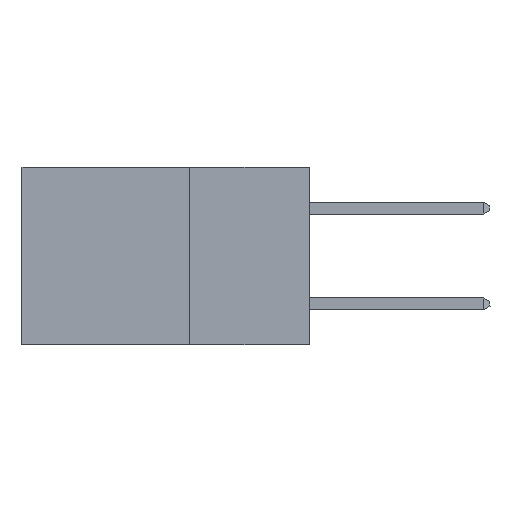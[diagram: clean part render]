
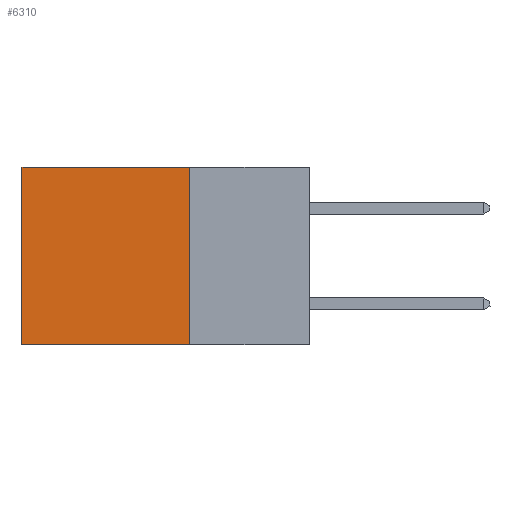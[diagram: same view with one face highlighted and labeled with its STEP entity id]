
A CAD part, left-side view. The second image highlights one B-rep face of the part: STEP entity #6310.
In plain terms, the highlighted planar face has unit normal (-1, 0, 0).
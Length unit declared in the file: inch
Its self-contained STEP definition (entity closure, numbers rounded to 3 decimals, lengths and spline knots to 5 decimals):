
#525 = CARTESIAN_POINT ( 'NONE',  ( 0.2875, 0.6, -0.37 ) ) ;
#730 = CARTESIAN_POINT ( 'NONE',  ( 0.2875, 0.25, -0.37 ) ) ;
#736 = EDGE_CURVE ( 'NONE', #9005, #10954, #14806, .T. ) ;
#1217 = EDGE_CURVE ( 'NONE', #10463, #9005, #14595, .T. ) ;
#1264 = CARTESIAN_POINT ( 'NONE',  ( 0.2875, 0.6, 0. ) ) ;
#1760 = LINE ( 'NONE', #730, #11744 ) ;
#2048 = EDGE_LOOP ( 'NONE', ( #7526, #6114, #15131, #14938 ) ) ;
#2175 = EDGE_CURVE ( 'NONE', #9722, #10954, #1760, .T. ) ;
#3047 = CARTESIAN_POINT ( 'NONE',  ( 0.2875, 0.6, 0. ) ) ;
#3398 = CARTESIAN_POINT ( 'NONE',  ( 0.2875, 0.25, 0. ) ) ;
#3630 = EDGE_CURVE ( 'NONE', #10463, #9722, #4565, .T. ) ;
#4565 = LINE ( 'NONE', #6544, #9218 ) ;
#5608 = DIRECTION ( 'NONE',  ( 0., 1., 0. ) ) ;
#6114 = ORIENTED_EDGE ( 'NONE', *, *, #2175, .F. ) ;
#6310 = ADVANCED_FACE ( 'NONE', ( #13197 ), #9492, .F. ) ;
#6465 = AXIS2_PLACEMENT_3D ( 'NONE', #10778, #8298, #14432 ) ;
#6544 = CARTESIAN_POINT ( 'NONE',  ( 0.2875, 0.25, 0. ) ) ;
#7526 = ORIENTED_EDGE ( 'NONE', *, *, #736, .T. ) ;
#7958 = DIRECTION ( 'NONE',  ( 0., 1., 0. ) ) ;
#8208 = VECTOR ( 'NONE', #9017, 39.37008 ) ;
#8298 = DIRECTION ( 'NONE',  ( 1., 0., 0. ) ) ;
#8710 = CARTESIAN_POINT ( 'NONE',  ( 0.2875, 0.25, -0.37 ) ) ;
#8784 = VECTOR ( 'NONE', #7958, 39.37008 ) ;
#9005 = VERTEX_POINT ( 'NONE', #1264 ) ;
#9017 = DIRECTION ( 'NONE',  ( 0., 0., -1. ) ) ;
#9218 = VECTOR ( 'NONE', #9359, 39.37008 ) ;
#9359 = DIRECTION ( 'NONE',  ( 0., 0., -1. ) ) ;
#9492 = PLANE ( 'NONE',  #6465 ) ;
#9722 = VERTEX_POINT ( 'NONE', #8710 ) ;
#10463 = VERTEX_POINT ( 'NONE', #3398 ) ;
#10778 = CARTESIAN_POINT ( 'NONE',  ( 0.2875, 0.25, 0. ) ) ;
#10954 = VERTEX_POINT ( 'NONE', #525 ) ;
#11744 = VECTOR ( 'NONE', #5608, 39.37008 ) ;
#13197 = FACE_OUTER_BOUND ( 'NONE', #2048, .T. ) ;
#14432 = DIRECTION ( 'NONE',  ( 0., 0., -1. ) ) ;
#14471 = CARTESIAN_POINT ( 'NONE',  ( 0.2875, 0.25, 0. ) ) ;
#14595 = LINE ( 'NONE', #14471, #8784 ) ;
#14806 = LINE ( 'NONE', #3047, #8208 ) ;
#14938 = ORIENTED_EDGE ( 'NONE', *, *, #1217, .T. ) ;
#15131 = ORIENTED_EDGE ( 'NONE', *, *, #3630, .F. ) ;
